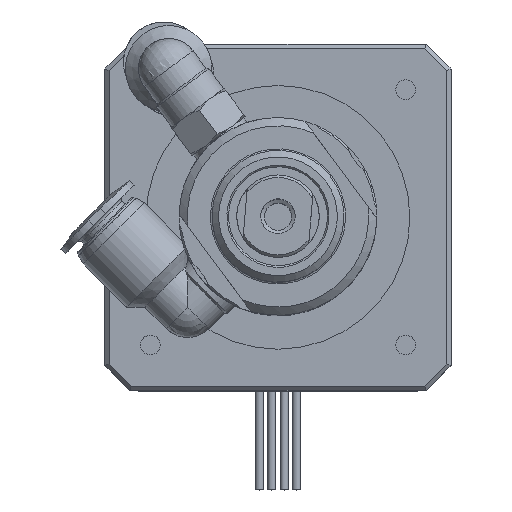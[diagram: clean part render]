
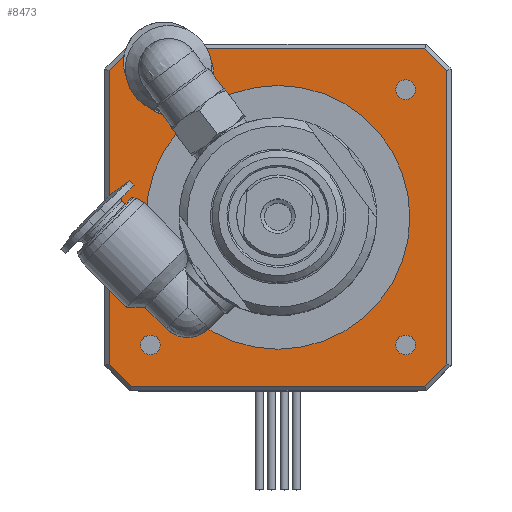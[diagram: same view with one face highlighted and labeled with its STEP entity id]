
A CAD part, top view. The second image highlights one B-rep face of the part: STEP entity #8473.
In plain terms, the highlighted planar face has unit normal (0, 0, 1).
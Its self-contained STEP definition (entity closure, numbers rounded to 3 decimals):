
#153=FACE_BOUND('',#1164,.T.);
#154=FACE_BOUND('',#1165,.T.);
#155=FACE_BOUND('',#1166,.T.);
#156=FACE_BOUND('',#1167,.T.);
#157=FACE_BOUND('',#1168,.T.);
#275=PLANE('',#9348);
#696=FACE_OUTER_BOUND('',#1163,.T.);
#1163=EDGE_LOOP('',(#6062,#6063,#6064,#6065,#6066,#6067,#6068,#6069));
#1164=EDGE_LOOP('',(#6070));
#1165=EDGE_LOOP('',(#6071));
#1166=EDGE_LOOP('',(#6072));
#1167=EDGE_LOOP('',(#6073));
#1168=EDGE_LOOP('',(#6074));
#1743=LINE('',#13422,#2370);
#1745=LINE('',#13426,#2372);
#1746=LINE('',#13429,#2373);
#1747=LINE('',#13431,#2374);
#1748=LINE('',#13433,#2375);
#1749=LINE('',#13435,#2376);
#1750=LINE('',#13437,#2377);
#1751=LINE('',#13438,#2378);
#2370=VECTOR('',#10700,1.);
#2372=VECTOR('',#10704,1.);
#2373=VECTOR('',#10707,1.);
#2374=VECTOR('',#10708,1.);
#2375=VECTOR('',#10709,1.);
#2376=VECTOR('',#10710,1.);
#2377=VECTOR('',#10711,1.);
#2378=VECTOR('',#10712,1.);
#2862=CIRCLE('',#9179,16.);
#2865=CIRCLE('',#9183,1.2);
#2867=CIRCLE('',#9186,1.2);
#2869=CIRCLE('',#9189,1.2);
#2871=CIRCLE('',#9192,1.2);
#3426=VERTEX_POINT('',#12935);
#3429=VERTEX_POINT('',#12943);
#3431=VERTEX_POINT('',#12949);
#3433=VERTEX_POINT('',#12955);
#3435=VERTEX_POINT('',#12961);
#3583=VERTEX_POINT('',#13418);
#3584=VERTEX_POINT('',#13420);
#3585=VERTEX_POINT('',#13424);
#3586=VERTEX_POINT('',#13428);
#3587=VERTEX_POINT('',#13430);
#3588=VERTEX_POINT('',#13432);
#3589=VERTEX_POINT('',#13434);
#3590=VERTEX_POINT('',#13436);
#4331=EDGE_CURVE('',#3426,#3426,#2862,.T.);
#4336=EDGE_CURVE('',#3429,#3429,#2865,.T.);
#4339=EDGE_CURVE('',#3431,#3431,#2867,.T.);
#4342=EDGE_CURVE('',#3433,#3433,#2869,.T.);
#4345=EDGE_CURVE('',#3435,#3435,#2871,.T.);
#4560=EDGE_CURVE('',#3583,#3584,#1743,.T.);
#4562=EDGE_CURVE('',#3584,#3585,#1745,.T.);
#4563=EDGE_CURVE('',#3586,#3583,#1746,.T.);
#4564=EDGE_CURVE('',#3585,#3587,#1747,.T.);
#4565=EDGE_CURVE('',#3587,#3588,#1748,.T.);
#4566=EDGE_CURVE('',#3588,#3589,#1749,.T.);
#4567=EDGE_CURVE('',#3589,#3590,#1750,.T.);
#4568=EDGE_CURVE('',#3590,#3586,#1751,.T.);
#6062=ORIENTED_EDGE('',*,*,#4563,.T.);
#6063=ORIENTED_EDGE('',*,*,#4560,.T.);
#6064=ORIENTED_EDGE('',*,*,#4562,.T.);
#6065=ORIENTED_EDGE('',*,*,#4564,.T.);
#6066=ORIENTED_EDGE('',*,*,#4565,.T.);
#6067=ORIENTED_EDGE('',*,*,#4566,.T.);
#6068=ORIENTED_EDGE('',*,*,#4567,.T.);
#6069=ORIENTED_EDGE('',*,*,#4568,.T.);
#6070=ORIENTED_EDGE('',*,*,#4336,.T.);
#6071=ORIENTED_EDGE('',*,*,#4339,.T.);
#6072=ORIENTED_EDGE('',*,*,#4342,.T.);
#6073=ORIENTED_EDGE('',*,*,#4345,.T.);
#6074=ORIENTED_EDGE('',*,*,#4331,.T.);
#8473=ADVANCED_FACE('',(#696,#153,#154,#155,#156,#157),#275,.T.);
#9179=AXIS2_PLACEMENT_3D('',#12936,#10228,#10229);
#9183=AXIS2_PLACEMENT_3D('',#12945,#10238,#10239);
#9186=AXIS2_PLACEMENT_3D('',#12951,#10245,#10246);
#9189=AXIS2_PLACEMENT_3D('',#12957,#10252,#10253);
#9192=AXIS2_PLACEMENT_3D('',#12963,#10259,#10260);
#9348=AXIS2_PLACEMENT_3D('',#13427,#10705,#10706);
#10228=DIRECTION('center_axis',(0.,0.,-1.));
#10229=DIRECTION('ref_axis',(1.,0.,0.));
#10238=DIRECTION('center_axis',(0.,0.,-1.));
#10239=DIRECTION('ref_axis',(0.707,-0.707,0.));
#10245=DIRECTION('center_axis',(0.,0.,-1.));
#10246=DIRECTION('ref_axis',(-0.707,-0.707,0.));
#10252=DIRECTION('center_axis',(0.,0.,-1.));
#10253=DIRECTION('ref_axis',(-0.707,0.707,0.));
#10259=DIRECTION('center_axis',(0.,0.,-1.));
#10260=DIRECTION('ref_axis',(0.707,0.707,0.));
#10700=DIRECTION('',(1.,0.,0.));
#10704=DIRECTION('',(0.707,0.707,0.));
#10705=DIRECTION('center_axis',(0.,0.,1.));
#10706=DIRECTION('ref_axis',(1.,0.,0.));
#10707=DIRECTION('',(0.707,-0.707,0.));
#10708=DIRECTION('',(0.,1.,0.));
#10709=DIRECTION('',(-0.707,0.707,0.));
#10710=DIRECTION('',(-1.,0.,0.));
#10711=DIRECTION('',(-0.707,-0.707,0.));
#10712=DIRECTION('',(0.,-1.,0.));
#12935=CARTESIAN_POINT('',(-16.,0.,0.));
#12936=CARTESIAN_POINT('Origin',(0.,0.,0.));
#12943=CARTESIAN_POINT('',(14.637,16.334,0.));
#12945=CARTESIAN_POINT('Origin',(15.486,15.486,0.));
#12949=CARTESIAN_POINT('',(16.334,-14.637,0.));
#12951=CARTESIAN_POINT('Origin',(15.486,-15.486,0.));
#12955=CARTESIAN_POINT('',(-14.637,-16.334,0.));
#12957=CARTESIAN_POINT('Origin',(-15.486,-15.486,0.));
#12961=CARTESIAN_POINT('',(-16.334,14.637,0.));
#12963=CARTESIAN_POINT('Origin',(-15.486,15.486,0.));
#13418=CARTESIAN_POINT('',(-17.793,-20.501,0.));
#13420=CARTESIAN_POINT('',(17.793,-20.501,0.));
#13422=CARTESIAN_POINT('',(0.,-20.501,0.));
#13424=CARTESIAN_POINT('',(20.501,-17.793,0.));
#13426=CARTESIAN_POINT('',(19.147,-19.147,0.));
#13427=CARTESIAN_POINT('Origin',(0.,0.,
0.));
#13428=CARTESIAN_POINT('',(-20.501,-17.793,0.));
#13429=CARTESIAN_POINT('',(-19.147,-19.147,0.));
#13430=CARTESIAN_POINT('',(20.501,17.793,0.));
#13431=CARTESIAN_POINT('',(20.501,0.,0.));
#13432=CARTESIAN_POINT('',(17.793,20.501,0.));
#13433=CARTESIAN_POINT('',(19.147,19.147,0.));
#13434=CARTESIAN_POINT('',(-17.793,20.501,0.));
#13435=CARTESIAN_POINT('',(0.,20.501,0.));
#13436=CARTESIAN_POINT('',(-20.501,17.793,0.));
#13437=CARTESIAN_POINT('',(-19.147,19.147,0.));
#13438=CARTESIAN_POINT('',(-20.501,0.,0.));
